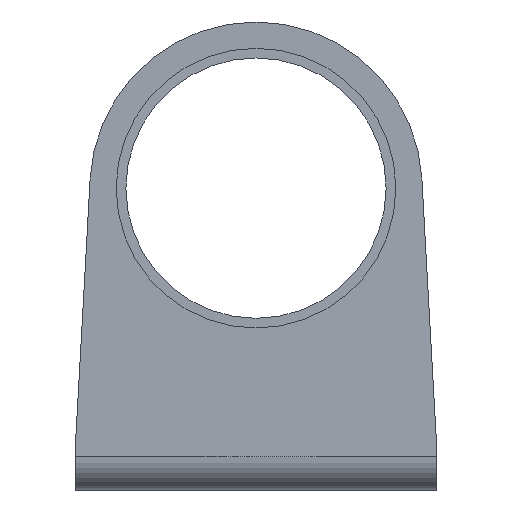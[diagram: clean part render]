
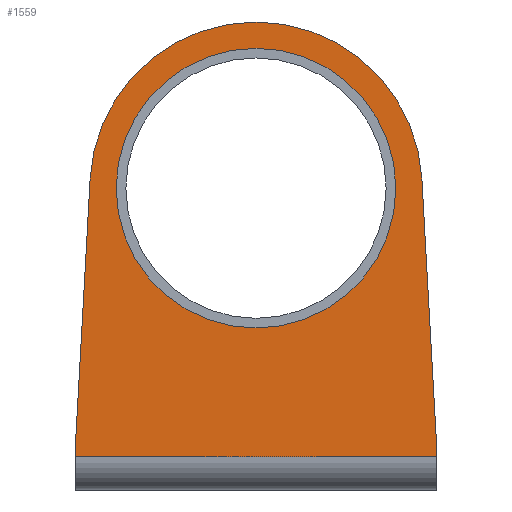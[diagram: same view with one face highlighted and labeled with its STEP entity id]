
A CAD part, front view. The second image highlights one B-rep face of the part: STEP entity #1559.
In plain terms, the highlighted planar face has unit normal (0, -1, 0).
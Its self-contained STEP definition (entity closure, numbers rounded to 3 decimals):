
#17 = FACE_OUTER_BOUND ( 'NONE', #2381, .T. ) ;
#18 = DIRECTION ( 'NONE',  ( 0., 0., -1. ) ) ;
#112 = EDGE_LOOP ( 'NONE', ( #2217, #1623 ) ) ;
#249 = CIRCLE ( 'NONE', #2843, 30. ) ;
#255 = LINE ( 'NONE', #285, #633 ) ;
#285 = CARTESIAN_POINT ( 'NONE',  ( 32.5, 0., -48.5 ) ) ;
#299 = DIRECTION ( 'NONE',  ( 1., 0., 0. ) ) ;
#330 = CARTESIAN_POINT ( 'NONE',  ( 29.954, 0., 1.652 ) ) ;
#355 = VECTOR ( 'NONE', #18, 1000. ) ;
#439 = LINE ( 'NONE', #1783, #355 ) ;
#444 = ORIENTED_EDGE ( 'NONE', *, *, #1658, .F. ) ;
#553 = EDGE_CURVE ( 'NONE', #2770, #1243, #439, .T. ) ;
#633 = VECTOR ( 'NONE', #2772, 1000. ) ;
#640 = EDGE_CURVE ( 'NONE', #2770, #1544, #1080, .T. ) ;
#681 = EDGE_CURVE ( 'NONE', #2080, #2230, #1859, .T. ) ;
#712 = CARTESIAN_POINT ( 'NONE',  ( 0., 0., 25.25 ) ) ;
#716 = DIRECTION ( 'NONE',  ( 1., 0., 0. ) ) ;
#781 = ORIENTED_EDGE ( 'NONE', *, *, #1293, .F. ) ;
#899 = ORIENTED_EDGE ( 'NONE', *, *, #640, .F. ) ;
#938 = PLANE ( 'NONE',  #1958 ) ;
#972 = ORIENTED_EDGE ( 'NONE', *, *, #553, .T. ) ;
#1080 = LINE ( 'NONE', #1988, #2743 ) ;
#1090 = VERTEX_POINT ( 'NONE', #330 ) ;
#1136 = VECTOR ( 'NONE', #1902, 1000. ) ;
#1200 = CARTESIAN_POINT ( 'NONE',  ( 0., 0., 0. ) ) ;
#1243 = VERTEX_POINT ( 'NONE', #1600 ) ;
#1293 = EDGE_CURVE ( 'NONE', #2230, #1243, #255, .T. ) ;
#1395 = FACE_BOUND ( 'NONE', #112, .T. ) ;
#1412 = LINE ( 'NONE', #2327, #1136 ) ;
#1463 = AXIS2_PLACEMENT_3D ( 'NONE', #2141, #2815, #1914 ) ;
#1544 = VERTEX_POINT ( 'NONE', #2026 ) ;
#1559 = ADVANCED_FACE ( 'NONE', ( #1395, #17 ), #938, .F. ) ;
#1563 = CARTESIAN_POINT ( 'NONE',  ( -32.5, 0., -44.5 ) ) ;
#1584 = CARTESIAN_POINT ( 'NONE',  ( 0., 0., 0. ) ) ;
#1597 = DIRECTION ( 'NONE',  ( 0., 1., 0. ) ) ;
#1600 = CARTESIAN_POINT ( 'NONE',  ( -32.5, 0., -48.5 ) ) ;
#1603 = CARTESIAN_POINT ( 'NONE',  ( 32.5, 0., -44.5 ) ) ;
#1623 = ORIENTED_EDGE ( 'NONE', *, *, #2562, .T. ) ;
#1658 = EDGE_CURVE ( 'NONE', #1090, #2080, #1412, .T. ) ;
#1669 = CIRCLE ( 'NONE', #1463, 25.25 ) ;
#1685 = DIRECTION ( 'NONE',  ( 1., 0., 0. ) ) ;
#1690 = CARTESIAN_POINT ( 'NONE',  ( 32.5, 0., -48.5 ) ) ;
#1712 = DIRECTION ( 'NONE',  ( 0., 1., 0. ) ) ;
#1775 = VERTEX_POINT ( 'NONE', #712 ) ;
#1783 = CARTESIAN_POINT ( 'NONE',  ( -32.5, 0., -44.5 ) ) ;
#1859 = LINE ( 'NONE', #2280, #1987 ) ;
#1880 = EDGE_CURVE ( 'NONE', #2386, #1775, #1669, .T. ) ;
#1902 = DIRECTION ( 'NONE',  ( 0.055, 0., -0.998 ) ) ;
#1912 = AXIS2_PLACEMENT_3D ( 'NONE', #2804, #1712, #1685 ) ;
#1914 = DIRECTION ( 'NONE',  ( 1., 0., 0. ) ) ;
#1958 = AXIS2_PLACEMENT_3D ( 'NONE', #1584, #1597, #716 ) ;
#1987 = VECTOR ( 'NONE', #2090, 1000. ) ;
#1988 = CARTESIAN_POINT ( 'NONE',  ( -32.5, 0., -44.5 ) ) ;
#2026 = CARTESIAN_POINT ( 'NONE',  ( -29.954, 0., 1.652 ) ) ;
#2080 = VERTEX_POINT ( 'NONE', #1603 ) ;
#2090 = DIRECTION ( 'NONE',  ( 0., 0., -1. ) ) ;
#2105 = EDGE_CURVE ( 'NONE', #1544, #1090, #249, .T. ) ;
#2141 = CARTESIAN_POINT ( 'NONE',  ( 0., 0., 0. ) ) ;
#2217 = ORIENTED_EDGE ( 'NONE', *, *, #1880, .T. ) ;
#2230 = VERTEX_POINT ( 'NONE', #1690 ) ;
#2280 = CARTESIAN_POINT ( 'NONE',  ( 32.5, 0., -44.5 ) ) ;
#2327 = CARTESIAN_POINT ( 'NONE',  ( 29.954, 0., 1.652 ) ) ;
#2381 = EDGE_LOOP ( 'NONE', ( #899, #972, #781, #2842, #444, #2646 ) ) ;
#2386 = VERTEX_POINT ( 'NONE', #2531 ) ;
#2519 = DIRECTION ( 'NONE',  ( 0., 1., 0. ) ) ;
#2531 = CARTESIAN_POINT ( 'NONE',  ( 0., 0., -25.25 ) ) ;
#2562 = EDGE_CURVE ( 'NONE', #1775, #2386, #2807, .T. ) ;
#2646 = ORIENTED_EDGE ( 'NONE', *, *, #2105, .F. ) ;
#2743 = VECTOR ( 'NONE', #2890, 1000. ) ;
#2770 = VERTEX_POINT ( 'NONE', #1563 ) ;
#2772 = DIRECTION ( 'NONE',  ( -1., 0., 0. ) ) ;
#2804 = CARTESIAN_POINT ( 'NONE',  ( 0., 0., 0. ) ) ;
#2807 = CIRCLE ( 'NONE', #1912, 25.25 ) ;
#2815 = DIRECTION ( 'NONE',  ( 0., 1., 0. ) ) ;
#2842 = ORIENTED_EDGE ( 'NONE', *, *, #681, .F. ) ;
#2843 = AXIS2_PLACEMENT_3D ( 'NONE', #1200, #2519, #299 ) ;
#2890 = DIRECTION ( 'NONE',  ( 0.055, 0., 0.998 ) ) ;
